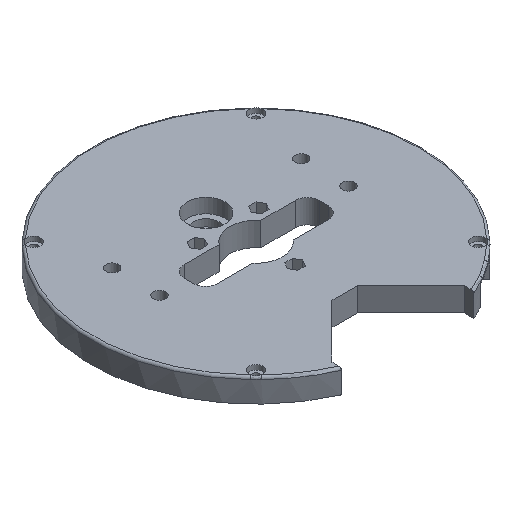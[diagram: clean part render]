
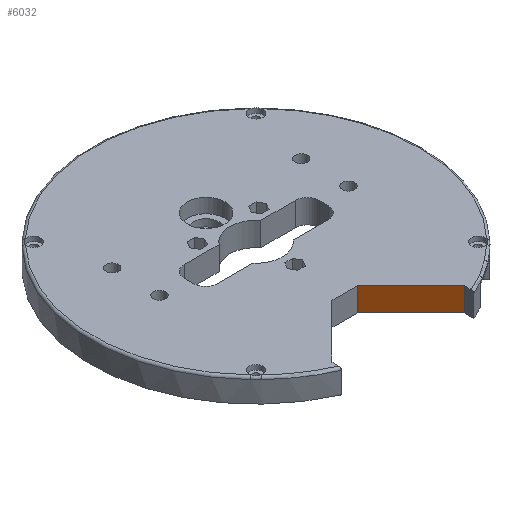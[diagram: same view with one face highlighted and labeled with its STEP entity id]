
A CAD part, isometric view. The second image highlights one B-rep face of the part: STEP entity #6032.
In plain terms, the highlighted planar face has unit normal (-0.707, -0.707, 0).
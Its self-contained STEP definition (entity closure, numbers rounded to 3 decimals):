
#192 = PLANE('',#193);
#193 = AXIS2_PLACEMENT_3D('',#194,#195,#196);
#194 = CARTESIAN_POINT('',(28.,-108.325,0.));
#195 = DIRECTION('',(1.,0.,0.));
#196 = DIRECTION('',(0.,0.,1.));
#220 = PLANE('',#221);
#221 = AXIS2_PLACEMENT_3D('',#222,#223,#224);
#222 = CARTESIAN_POINT('',(0.,-10.825,0.));
#223 = DIRECTION('',(0.,0.,1.));
#224 = DIRECTION('',(1.,0.,0.));
#786 = PLANE('',#787);
#787 = AXIS2_PLACEMENT_3D('',#788,#789,#790);
#788 = CARTESIAN_POINT('',(0.,-10.825,10.));
#789 = DIRECTION('',(0.,0.,1.));
#790 = DIRECTION('',(1.,0.,0.));
#855 = VERTEX_POINT('',#856);
#856 = CARTESIAN_POINT('',(5.355,-48.325,0.));
#870 = PLANE('',#871);
#871 = AXIS2_PLACEMENT_3D('',#872,#873,#874);
#872 = CARTESIAN_POINT('',(-28.,-48.325,0.));
#873 = DIRECTION('',(0.,1.,0.));
#874 = DIRECTION('',(0.,0.,1.));
#882 = EDGE_CURVE('',#883,#855,#885,.T.);
#883 = VERTEX_POINT('',#884);
#884 = CARTESIAN_POINT('',(28.,-70.97,0.));
#885 = SURFACE_CURVE('',#886,(#890,#897),.PCURVE_S1.);
#886 = LINE('',#887,#888);
#887 = CARTESIAN_POINT('',(35.355,-78.325,0.));
#888 = VECTOR('',#889,1.);
#889 = DIRECTION('',(-0.707,0.707,0.));
#890 = PCURVE('',#220,#891);
#891 = DEFINITIONAL_REPRESENTATION('',(#892),#896);
#892 = LINE('',#893,#894);
#893 = CARTESIAN_POINT('',(35.355,-67.5));
#894 = VECTOR('',#895,1.);
#895 = DIRECTION('',(-0.707,0.707));
#896 = ( GEOMETRIC_REPRESENTATION_CONTEXT(2) 
PARAMETRIC_REPRESENTATION_CONTEXT() REPRESENTATION_CONTEXT('2D SPACE',''
  ) );
#897 = PCURVE('',#898,#903);
#898 = PLANE('',#899);
#899 = AXIS2_PLACEMENT_3D('',#900,#901,#902);
#900 = CARTESIAN_POINT('',(35.355,-78.325,0.));
#901 = DIRECTION('',(0.707,0.707,0.));
#902 = DIRECTION('',(0.,0.,1.));
#903 = DEFINITIONAL_REPRESENTATION('',(#904),#908);
#904 = LINE('',#905,#906);
#905 = CARTESIAN_POINT('',(0.,0.));
#906 = VECTOR('',#907,1.);
#907 = DIRECTION('',(0.,-1.));
#908 = ( GEOMETRIC_REPRESENTATION_CONTEXT(2) 
PARAMETRIC_REPRESENTATION_CONTEXT() REPRESENTATION_CONTEXT('2D SPACE',''
  ) );
#2801 = VERTEX_POINT('',#2802);
#2802 = CARTESIAN_POINT('',(28.,-70.97,10.));
#2826 = EDGE_CURVE('',#2801,#883,#2827,.T.);
#2827 = SURFACE_CURVE('',#2828,(#2832,#2838),.PCURVE_S1.);
#2828 = LINE('',#2829,#2830);
#2829 = CARTESIAN_POINT('',(28.,-70.97,0.));
#2830 = VECTOR('',#2831,1.);
#2831 = DIRECTION('',(0.,0.,-1.));
#2832 = PCURVE('',#192,#2833);
#2833 = DEFINITIONAL_REPRESENTATION('',(#2834),#2837);
#2834 = B_SPLINE_CURVE_WITH_KNOTS('',1,(#2835,#2836),.UNSPECIFIED.,.F.,
  .F.,(2,2),(-10.,0.),.PIECEWISE_BEZIER_KNOTS.);
#2835 = CARTESIAN_POINT('',(10.,-37.355));
#2836 = CARTESIAN_POINT('',(0.,-37.355));
#2837 = ( GEOMETRIC_REPRESENTATION_CONTEXT(2) 
PARAMETRIC_REPRESENTATION_CONTEXT() REPRESENTATION_CONTEXT('2D SPACE',''
  ) );
#2838 = PCURVE('',#898,#2839);
#2839 = DEFINITIONAL_REPRESENTATION('',(#2840),#2843);
#2840 = B_SPLINE_CURVE_WITH_KNOTS('',1,(#2841,#2842),.UNSPECIFIED.,.F.,
  .F.,(2,2),(-10.,0.),.PIECEWISE_BEZIER_KNOTS.);
#2841 = CARTESIAN_POINT('',(10.,-10.402));
#2842 = CARTESIAN_POINT('',(0.,-10.402));
#2843 = ( GEOMETRIC_REPRESENTATION_CONTEXT(2) 
PARAMETRIC_REPRESENTATION_CONTEXT() REPRESENTATION_CONTEXT('2D SPACE',''
  ) );
#3836 = VERTEX_POINT('',#3837);
#3837 = CARTESIAN_POINT('',(5.355,-48.325,10.));
#3858 = EDGE_CURVE('',#2801,#3836,#3859,.T.);
#3859 = SURFACE_CURVE('',#3860,(#3864,#3871),.PCURVE_S1.);
#3860 = LINE('',#3861,#3862);
#3861 = CARTESIAN_POINT('',(35.355,-78.325,10.));
#3862 = VECTOR('',#3863,1.);
#3863 = DIRECTION('',(-0.707,0.707,0.));
#3864 = PCURVE('',#786,#3865);
#3865 = DEFINITIONAL_REPRESENTATION('',(#3866),#3870);
#3866 = LINE('',#3867,#3868);
#3867 = CARTESIAN_POINT('',(35.355,-67.5));
#3868 = VECTOR('',#3869,1.);
#3869 = DIRECTION('',(-0.707,0.707));
#3870 = ( GEOMETRIC_REPRESENTATION_CONTEXT(2) 
PARAMETRIC_REPRESENTATION_CONTEXT() REPRESENTATION_CONTEXT('2D SPACE',''
  ) );
#3871 = PCURVE('',#898,#3872);
#3872 = DEFINITIONAL_REPRESENTATION('',(#3873),#3877);
#3873 = LINE('',#3874,#3875);
#3874 = CARTESIAN_POINT('',(10.,0.));
#3875 = VECTOR('',#3876,1.);
#3876 = DIRECTION('',(0.,-1.));
#3877 = ( GEOMETRIC_REPRESENTATION_CONTEXT(2) 
PARAMETRIC_REPRESENTATION_CONTEXT() REPRESENTATION_CONTEXT('2D SPACE',''
  ) );
#6032 = ADVANCED_FACE('',(#6033),#898,.F.);
#6033 = FACE_BOUND('',#6034,.F.);
#6034 = EDGE_LOOP('',(#6035,#6036,#6037,#6038));
#6035 = ORIENTED_EDGE('',*,*,#3858,.F.);
#6036 = ORIENTED_EDGE('',*,*,#2826,.T.);
#6037 = ORIENTED_EDGE('',*,*,#882,.T.);
#6038 = ORIENTED_EDGE('',*,*,#6039,.T.);
#6039 = EDGE_CURVE('',#855,#3836,#6040,.T.);
#6040 = SURFACE_CURVE('',#6041,(#6045,#6051),.PCURVE_S1.);
#6041 = LINE('',#6042,#6043);
#6042 = CARTESIAN_POINT('',(5.355,-48.325,0.));
#6043 = VECTOR('',#6044,1.);
#6044 = DIRECTION('',(0.,0.,1.));
#6045 = PCURVE('',#898,#6046);
#6046 = DEFINITIONAL_REPRESENTATION('',(#6047),#6050);
#6047 = B_SPLINE_CURVE_WITH_KNOTS('',1,(#6048,#6049),.UNSPECIFIED.,.F.,
  .F.,(2,2),(0.,10.),.PIECEWISE_BEZIER_KNOTS.);
#6048 = CARTESIAN_POINT('',(0.,-42.426));
#6049 = CARTESIAN_POINT('',(10.,-42.426));
#6050 = ( GEOMETRIC_REPRESENTATION_CONTEXT(2) 
PARAMETRIC_REPRESENTATION_CONTEXT() REPRESENTATION_CONTEXT('2D SPACE',''
  ) );
#6051 = PCURVE('',#870,#6052);
#6052 = DEFINITIONAL_REPRESENTATION('',(#6053),#6056);
#6053 = B_SPLINE_CURVE_WITH_KNOTS('',1,(#6054,#6055),.UNSPECIFIED.,.F.,
  .F.,(2,2),(0.,10.),.PIECEWISE_BEZIER_KNOTS.);
#6054 = CARTESIAN_POINT('',(0.,33.355));
#6055 = CARTESIAN_POINT('',(10.,33.355));
#6056 = ( GEOMETRIC_REPRESENTATION_CONTEXT(2) 
PARAMETRIC_REPRESENTATION_CONTEXT() REPRESENTATION_CONTEXT('2D SPACE',''
  ) );
